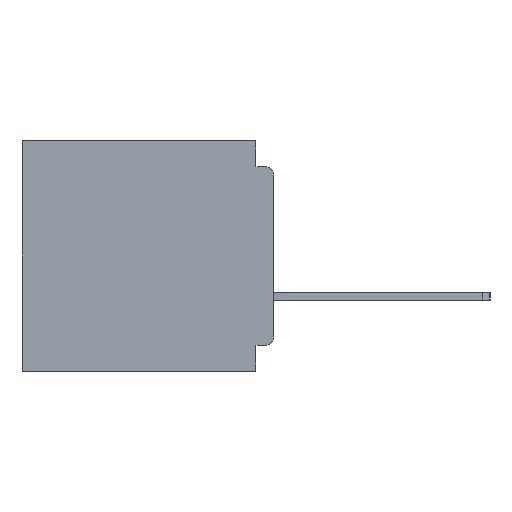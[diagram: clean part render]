
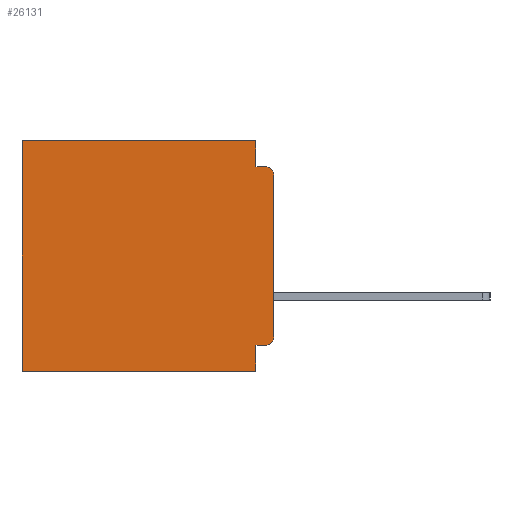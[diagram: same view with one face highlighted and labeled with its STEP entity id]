
A CAD part, left-side view. The second image highlights one B-rep face of the part: STEP entity #26131.
In plain terms, the highlighted planar face has unit normal (-1, 0, 0).
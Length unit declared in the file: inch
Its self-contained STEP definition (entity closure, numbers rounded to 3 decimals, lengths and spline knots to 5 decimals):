
#316 = PLANE ( 'NONE',  #42466 ) ;
#553 = VERTEX_POINT ( 'NONE', #13454 ) ;
#1042 = DIRECTION ( 'NONE',  ( 0., 0., -1. ) ) ;
#1550 = DIRECTION ( 'NONE',  ( 0., 0., -1. ) ) ;
#2583 = LINE ( 'NONE', #21080, #20832 ) ;
#3231 = DIRECTION ( 'NONE',  ( 0., 0., -1. ) ) ;
#3607 = EDGE_CURVE ( 'NONE', #23346, #14654, #46956, .T. ) ;
#4060 = CARTESIAN_POINT ( 'NONE',  ( 0.3, 0., -0.4 ) ) ;
#4647 = LINE ( 'NONE', #6500, #23983 ) ;
#4678 = ORIENTED_EDGE ( 'NONE', *, *, #45471, .T. ) ;
#5269 = DIRECTION ( 'NONE',  ( 0., 0., -1. ) ) ;
#6500 = CARTESIAN_POINT ( 'NONE',  ( 0.3, 0., -0.4 ) ) ;
#6525 = ORIENTED_EDGE ( 'NONE', *, *, #46211, .T. ) ;
#7497 = VECTOR ( 'NONE', #5269, 39.37008 ) ;
#8334 = DIRECTION ( 'NONE',  ( 0., 0., -1. ) ) ;
#10030 = AXIS2_PLACEMENT_3D ( 'NONE', #32599, #10780, #36217 ) ;
#10780 = DIRECTION ( 'NONE',  ( -1., 0., 0. ) ) ;
#11596 = CARTESIAN_POINT ( 'NONE',  ( 0.3, 0., -0.045 ) ) ;
#12008 = AXIS2_PLACEMENT_3D ( 'NONE', #44572, #22893, #1042 ) ;
#12393 = CARTESIAN_POINT ( 'NONE',  ( 0.3, 0., 0. ) ) ;
#12924 = CARTESIAN_POINT ( 'NONE',  ( 0.3, 0.031, -0.045 ) ) ;
#12997 = VERTEX_POINT ( 'NONE', #12924 ) ;
#13129 = ORIENTED_EDGE ( 'NONE', *, *, #37505, .F. ) ;
#13454 = CARTESIAN_POINT ( 'NONE',  ( 0.3, 0.015, -0.045 ) ) ;
#13578 = LINE ( 'NONE', #41329, #31847 ) ;
#13742 = CARTESIAN_POINT ( 'NONE',  ( 0.3, 0.437, 0. ) ) ;
#13755 = FACE_OUTER_BOUND ( 'NONE', #45123, .T. ) ;
#14308 = EDGE_CURVE ( 'NONE', #21553, #33020, #18285, .T. ) ;
#14595 = CARTESIAN_POINT ( 'NONE',  ( 0.3, 0., -0.34 ) ) ;
#14654 = VERTEX_POINT ( 'NONE', #13742 ) ;
#14792 = DIRECTION ( 'NONE',  ( 0., 1., 0. ) ) ;
#15114 = CARTESIAN_POINT ( 'NONE',  ( 0.3, 0.031, 0. ) ) ;
#15200 = DIRECTION ( 'NONE',  ( 0., -1., 0. ) ) ;
#15979 = LINE ( 'NONE', #45062, #7497 ) ;
#16442 = EDGE_CURVE ( 'NONE', #21553, #34704, #2583, .T. ) ;
#17752 = ORIENTED_EDGE ( 'NONE', *, *, #37284, .F. ) ;
#18052 = VECTOR ( 'NONE', #15200, 39.37008 ) ;
#18285 = CIRCLE ( 'NONE', #12008, 0.015 ) ;
#18571 = VECTOR ( 'NONE', #8334, 39.37008 ) ;
#18681 = DIRECTION ( 'NONE',  ( 1., 0., 0. ) ) ;
#19080 = VECTOR ( 'NONE', #3231, 39.37008 ) ;
#19145 = CARTESIAN_POINT ( 'NONE',  ( 0.3, 0.437, -0.4 ) ) ;
#19776 = ORIENTED_EDGE ( 'NONE', *, *, #3607, .T. ) ;
#20086 = VERTEX_POINT ( 'NONE', #38358 ) ;
#20157 = VERTEX_POINT ( 'NONE', #46033 ) ;
#20832 = VECTOR ( 'NONE', #24765, 39.37008 ) ;
#21080 = CARTESIAN_POINT ( 'NONE',  ( 0.3, 0., -0.355 ) ) ;
#21553 = VERTEX_POINT ( 'NONE', #33520 ) ;
#22071 = ORIENTED_EDGE ( 'NONE', *, *, #40391, .F. ) ;
#22893 = DIRECTION ( 'NONE',  ( -1., 0., 0. ) ) ;
#23346 = VERTEX_POINT ( 'NONE', #15114 ) ;
#23983 = VECTOR ( 'NONE', #31962, 39.37008 ) ;
#24765 = DIRECTION ( 'NONE',  ( 0., 1., 0. ) ) ;
#26131 = ADVANCED_FACE ( 'NONE', ( #13755 ), #316, .F. ) ;
#26568 = CIRCLE ( 'NONE', #10030, 0.015 ) ;
#28260 = LINE ( 'NONE', #19145, #18571 ) ;
#28291 = ORIENTED_EDGE ( 'NONE', *, *, #16442, .F. ) ;
#29950 = LINE ( 'NONE', #46665, #19080 ) ;
#31847 = VECTOR ( 'NONE', #1550, 39.37008 ) ;
#31962 = DIRECTION ( 'NONE',  ( 0., 1., 0. ) ) ;
#32599 = CARTESIAN_POINT ( 'NONE',  ( 0.3, 0.015, -0.06 ) ) ;
#33020 = VERTEX_POINT ( 'NONE', #14595 ) ;
#33499 = ORIENTED_EDGE ( 'NONE', *, *, #45015, .F. ) ;
#33520 = CARTESIAN_POINT ( 'NONE',  ( 0.3, 0.015, -0.355 ) ) ;
#34704 = VERTEX_POINT ( 'NONE', #43181 ) ;
#35274 = EDGE_CURVE ( 'NONE', #38642, #33020, #29950, .T. ) ;
#36217 = DIRECTION ( 'NONE',  ( 0., 0., -1. ) ) ;
#37284 = EDGE_CURVE ( 'NONE', #23346, #12997, #15979, .T. ) ;
#37409 = LINE ( 'NONE', #11596, #18052 ) ;
#37505 = EDGE_CURVE ( 'NONE', #20157, #20086, #4647, .T. ) ;
#38271 = ORIENTED_EDGE ( 'NONE', *, *, #14308, .T. ) ;
#38358 = CARTESIAN_POINT ( 'NONE',  ( 0.3, 0.437, -0.4 ) ) ;
#38642 = VERTEX_POINT ( 'NONE', #42772 ) ;
#40391 = EDGE_CURVE ( 'NONE', #34704, #20157, #13578, .T. ) ;
#41329 = CARTESIAN_POINT ( 'NONE',  ( 0.3, 0.031, -0.4 ) ) ;
#42466 = AXIS2_PLACEMENT_3D ( 'NONE', #4060, #18681, #44065 ) ;
#42772 = CARTESIAN_POINT ( 'NONE',  ( 0.3, 0., -0.06 ) ) ;
#43181 = CARTESIAN_POINT ( 'NONE',  ( 0.3, 0.031, -0.355 ) ) ;
#44065 = DIRECTION ( 'NONE',  ( 0., 0., -1. ) ) ;
#44572 = CARTESIAN_POINT ( 'NONE',  ( 0.3, 0.015, -0.34 ) ) ;
#45015 = EDGE_CURVE ( 'NONE', #12997, #553, #37409, .T. ) ;
#45062 = CARTESIAN_POINT ( 'NONE',  ( 0.3, 0.031, 0. ) ) ;
#45123 = EDGE_LOOP ( 'NONE', ( #45690, #4678, #33499, #17752, #19776, #6525, #13129, #22071, #28291, #38271 ) ) ;
#45471 = EDGE_CURVE ( 'NONE', #38642, #553, #26568, .T. ) ;
#45690 = ORIENTED_EDGE ( 'NONE', *, *, #35274, .F. ) ;
#45840 = VECTOR ( 'NONE', #14792, 39.37008 ) ;
#46033 = CARTESIAN_POINT ( 'NONE',  ( 0.3, 0.031, -0.4 ) ) ;
#46211 = EDGE_CURVE ( 'NONE', #14654, #20086, #28260, .T. ) ;
#46665 = CARTESIAN_POINT ( 'NONE',  ( 0.3, 0., -0.4 ) ) ;
#46956 = LINE ( 'NONE', #12393, #45840 ) ;
